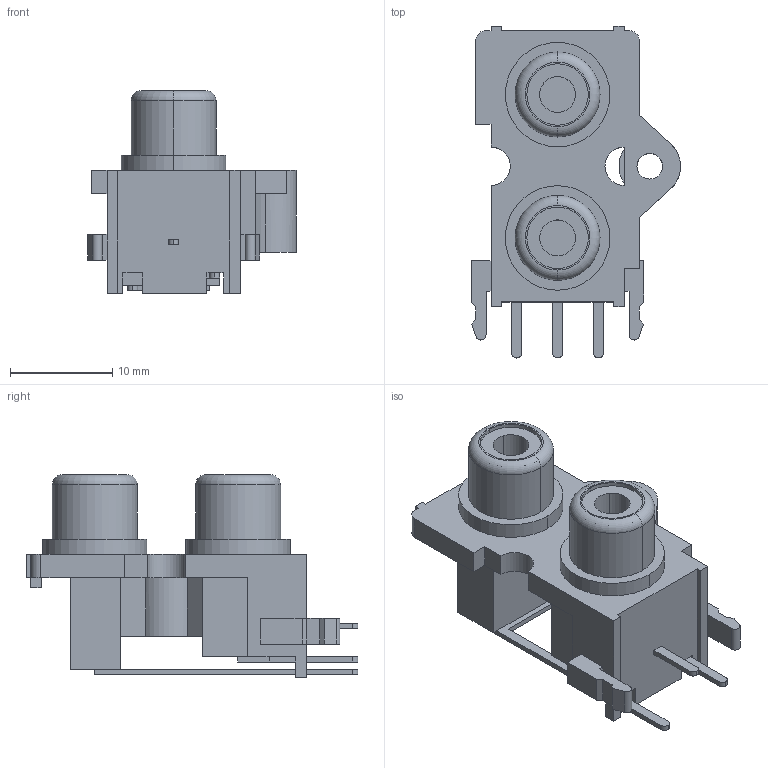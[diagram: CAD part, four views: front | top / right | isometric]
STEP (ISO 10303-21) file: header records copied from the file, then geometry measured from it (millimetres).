
FILE_DESCRIPTION (( 'STEP AP214' ), '1' );
FILE_NAME ('CUI_DEVICES_RCJ-2221.step', '2019-10-21T00:12:52', ( '' ), ( '' ), 'SwSTEP 2.0', 'SolidWorks 2019', '' );
FILE_SCHEMA (( 'AUTOMOTIVE_DESIGN' ));
Length unit declared in the file: millimetre
Products named in the file (4): CUI_DEVICES_RCJ-2221; RCJ-22_RCJ-22XX; PLUG_Red; PLUG_Black
Assembly tree (3 placements, depth 2):
  CUI_DEVICES_RCJ-2221
    RCJ-22_RCJ-22XX
    PLUG_Red
    PLUG_Black
Bounding box: 20.4 x 32.4 x 19.8 mm (x, y, z)
Volume: 3267.6 mm3; surface area: 3501.8 mm2
Topology: 3 solids, 3 shells, 162 faces, 427 edges, 280 vertices
Faces by surface type: plane 111, cylinder 43, torus 8
Entity records: 6937 total; most frequent: CARTESIAN_POINT 875, DIRECTION 869, ORIENTED_EDGE 854, EDGE_CURVE 427, LINE 321, VECTOR 321, VERTEX_POINT 280, AXIS2_PLACEMENT_3D 274
